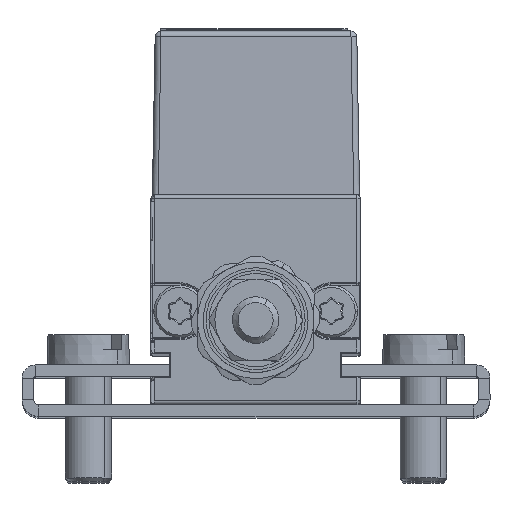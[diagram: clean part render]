
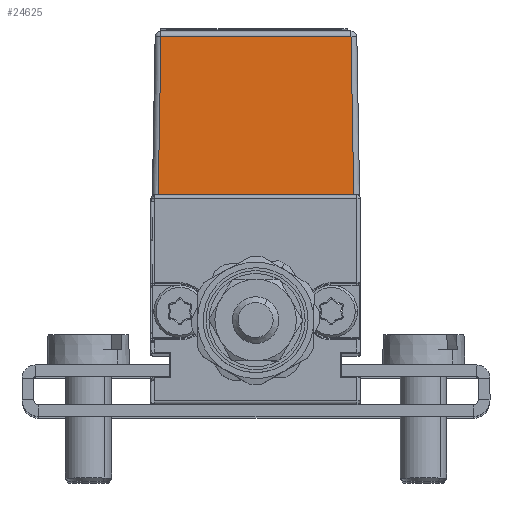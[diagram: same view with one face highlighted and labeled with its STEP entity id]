
A CAD part, top view. The second image highlights one B-rep face of the part: STEP entity #24625.
In plain terms, the highlighted planar face has unit normal (0, 0.018, 1).
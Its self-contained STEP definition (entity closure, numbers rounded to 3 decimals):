
#582 = DIRECTION ( 'NONE',  ( -1., 0., 0. ) ) ;
#2014 = AXIS2_PLACEMENT_3D ( 'NONE', #25098, #9979, #27627 ) ;
#2097 = EDGE_LOOP ( 'NONE', ( #16287, #12466, #10229, #23509 ) ) ;
#2943 = FACE_OUTER_BOUND ( 'NONE', #2097, .T. ) ;
#3754 = LINE ( 'NONE', #17289, #17195 ) ;
#4018 = VERTEX_POINT ( 'NONE', #27188 ) ;
#4636 = DIRECTION ( 'NONE',  ( -0.017, -1., 0.017 ) ) ;
#9141 = VECTOR ( 'NONE', #582, 1000. ) ;
#9570 = VERTEX_POINT ( 'NONE', #17734 ) ;
#9979 = DIRECTION ( 'NONE',  ( 0., 0.017, 1. ) ) ;
#10229 = ORIENTED_EDGE ( 'NONE', *, *, #21876, .T. ) ;
#10699 = VECTOR ( 'NONE', #28635, 1000. ) ;
#12466 = ORIENTED_EDGE ( 'NONE', *, *, #25157, .T. ) ;
#13342 = CARTESIAN_POINT ( 'NONE',  ( 8.189, 31.583, 132.771 ) ) ;
#15653 = VERTEX_POINT ( 'NONE', #13342 ) ;
#15854 = LINE ( 'NONE', #23142, #9141 ) ;
#16287 = ORIENTED_EDGE ( 'NONE', *, *, #26985, .T. ) ;
#17195 = VECTOR ( 'NONE', #4636, 1000. ) ;
#17240 = VERTEX_POINT ( 'NONE', #32104 ) ;
#17289 = CARTESIAN_POINT ( 'NONE',  ( -8.366, 17.991, 133.009 ) ) ;
#17734 = CARTESIAN_POINT ( 'NONE',  ( -8.129, 31.583, 132.771 ) ) ;
#18536 = DIRECTION ( 'NONE',  ( -0.017, 1., -0.017 ) ) ;
#19880 = VECTOR ( 'NONE', #18536, 1000. ) ;
#21876 = EDGE_CURVE ( 'NONE', #9570, #4018, #3754, .T. ) ;
#23142 = CARTESIAN_POINT ( 'NONE',  ( -8.868, 31.583, 132.771 ) ) ;
#23509 = ORIENTED_EDGE ( 'NONE', *, *, #28483, .T. ) ;
#24083 = LINE ( 'NONE', #31172, #10699 ) ;
#24625 = ADVANCED_FACE ( 'NONE', ( #2943 ), #32498, .T. ) ;
#25098 = CARTESIAN_POINT ( 'NONE',  ( -8.868, 18., 133.009 ) ) ;
#25157 = EDGE_CURVE ( 'NONE', #15653, #9570, #15854, .T. ) ;
#26985 = EDGE_CURVE ( 'NONE', #17240, #15653, #27403, .T. ) ;
#27188 = CARTESIAN_POINT ( 'NONE',  ( -8.366, 18., 133.009 ) ) ;
#27403 = LINE ( 'NONE', #31212, #19880 ) ;
#27627 = DIRECTION ( 'NONE',  ( 0., -1., 0.017 ) ) ;
#28483 = EDGE_CURVE ( 'NONE', #4018, #17240, #24083, .T. ) ;
#28635 = DIRECTION ( 'NONE',  ( 1., 0., 0. ) ) ;
#31172 = CARTESIAN_POINT ( 'NONE',  ( -8.868, 18., 133.009 ) ) ;
#31212 = CARTESIAN_POINT ( 'NONE',  ( 8.421, 18.302, 133.003 ) ) ;
#32104 = CARTESIAN_POINT ( 'NONE',  ( 8.426, 18., 133.009 ) ) ;
#32498 = PLANE ( 'NONE',  #2014 ) ;
